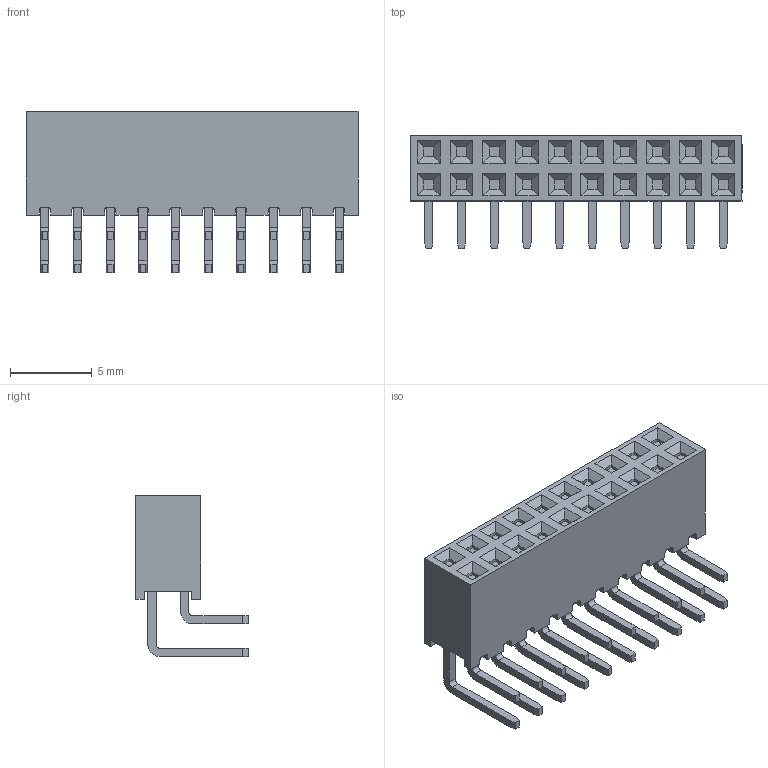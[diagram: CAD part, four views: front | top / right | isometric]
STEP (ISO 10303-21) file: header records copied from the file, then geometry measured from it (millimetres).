
FILE_DESCRIPTION( ('This file contains a STEP AP42 implementation' ,'as created by ZW3D STEP Interface translator.') ,'2;1' );
FILE_NAME( '2263-2XXRXXDYNX1.stp' ,'23 418.155356', (''), ('ZWCAD Software Co.'), 'Version 1.0', 'ZW3D to STEP translator', '' );
FILE_SCHEMA(('AUTOMOTIVE_DESIGN { 1 0 10303 214 1 1 1 1 }'));
Length unit declared in the file: millimetre
Products named in the file (1): 0
Bounding box: 20.3 x 6.9 x 9.85 mm (x, y, z)
Volume: 509.6 mm3; surface area: 801.9 mm2
Topology: 1 solids, 1 shells, 570 faces, 1504 edges, 976 vertices
Faces by surface type: plane 490, cylinder 80
Entity records: 18005 total; most frequent: CARTESIAN_POINT 3371, ORIENTED_EDGE 3008, DIRECTION 2726, EDGE_CURVE 1504, VECTOR 1184, LINE 1184, VERTEX_POINT 976, AXIS2_PLACEMENT_3D 771
